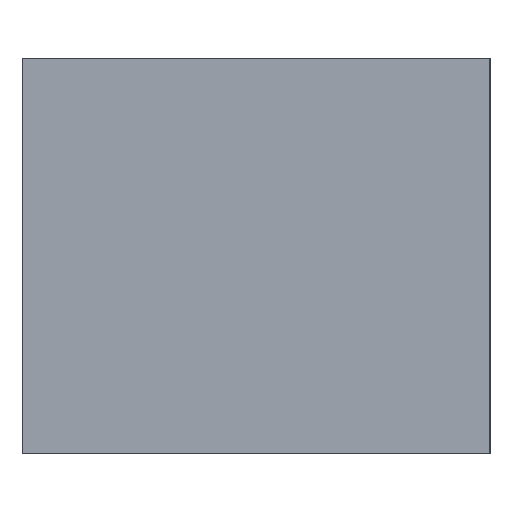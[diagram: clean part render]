
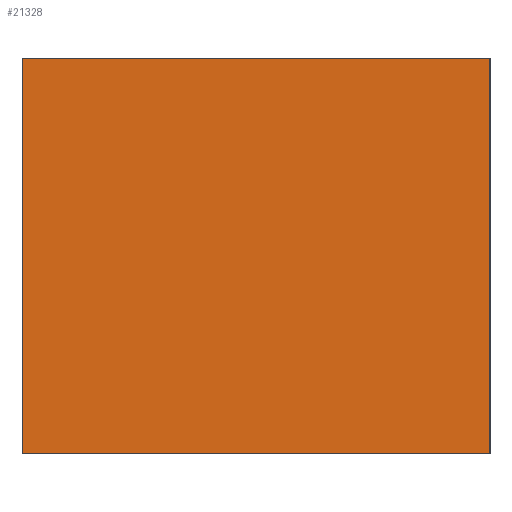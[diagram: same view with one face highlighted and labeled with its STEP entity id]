
A CAD part, left-side view. The second image highlights one B-rep face of the part: STEP entity #21328.
In plain terms, the highlighted planar face has unit normal (-1, 0, 0).
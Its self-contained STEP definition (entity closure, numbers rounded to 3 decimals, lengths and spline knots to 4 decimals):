
#7013=ORIENTED_EDGE('',*,*,#9988,.T.);
#7014=ORIENTED_EDGE('',*,*,#9989,.F.);
#7015=ORIENTED_EDGE('',*,*,#9990,.F.);
#7016=ORIENTED_EDGE('',*,*,#9991,.T.);
#9988=EDGE_CURVE('',#11829,#11830,#14093,.T.);
#9989=EDGE_CURVE('',#11831,#11830,#14094,.T.);
#9990=EDGE_CURVE('',#11832,#11831,#14095,.T.);
#9991=EDGE_CURVE('',#11832,#11829,#14096,.T.);
#11829=VERTEX_POINT('',#50876);
#11830=VERTEX_POINT('',#50877);
#11831=VERTEX_POINT('',#50879);
#11832=VERTEX_POINT('',#50881);
#14093=LINE('',#50875,#16369);
#14094=LINE('',#50878,#16370);
#14095=LINE('',#50880,#16371);
#14096=LINE('',#50882,#16372);
#16369=VECTOR('',#29932,1.);
#16370=VECTOR('',#29933,1.);
#16371=VECTOR('',#29934,1.);
#16372=VECTOR('',#29935,1.);
#17749=EDGE_LOOP('',(#7013,#7014,#7015,#7016));
#19109=FACE_BOUND('',#17749,.T.);
#20025=PLANE('',#23997);
#21328=ADVANCED_FACE('',(#19109),#20025,.F.);
#23997=AXIS2_PLACEMENT_3D('',#50874,#29930,#29931);
#29930=DIRECTION('',(1.,0.,0.));
#29931=DIRECTION('',(0.,0.,-1.));
#29932=DIRECTION('',(0.,-1.,0.));
#29933=DIRECTION('',(0.,0.,-1.));
#29934=DIRECTION('',(0.,-1.,0.));
#29935=DIRECTION('',(0.,0.,-1.));
#50874=CARTESIAN_POINT('',(-1.27,0.,2.4));
#50875=CARTESIAN_POINT('',(-1.27,0.,0.));
#50876=CARTESIAN_POINT('',(-1.27,0.065,0.));
#50877=CARTESIAN_POINT('',(-1.27,-2.775,0.));
#50878=CARTESIAN_POINT('',(-1.27,-2.775,2.4));
#50879=CARTESIAN_POINT('',(-1.27,-2.775,2.4));
#50880=CARTESIAN_POINT('',(-1.27,0.,2.4));
#50881=CARTESIAN_POINT('',(-1.27,0.065,2.4));
#50882=CARTESIAN_POINT('',(-1.27,0.065,2.4));
